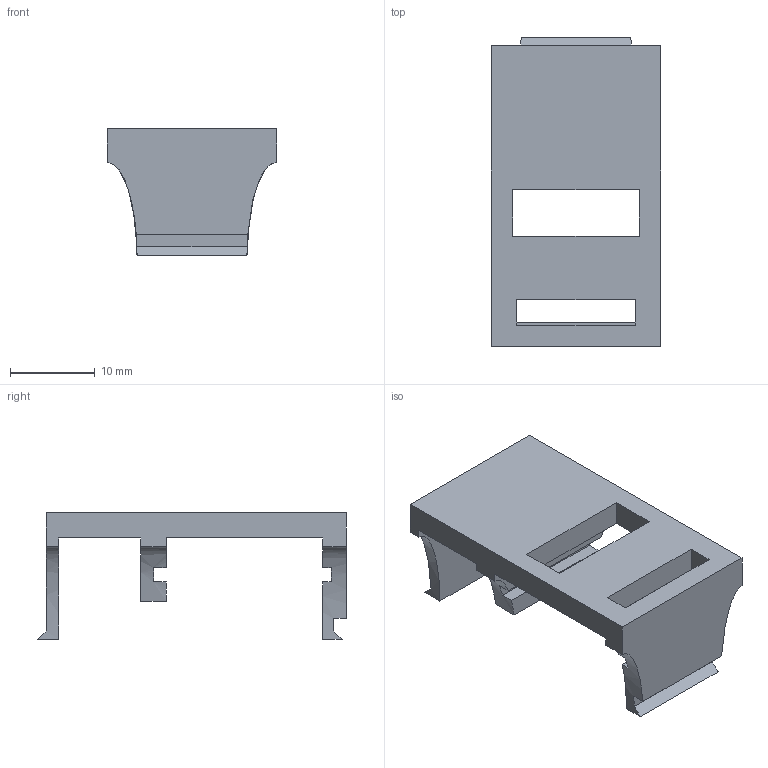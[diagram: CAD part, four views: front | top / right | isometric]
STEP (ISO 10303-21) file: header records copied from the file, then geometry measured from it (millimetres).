
FILE_DESCRIPTION(/* description */ (''),/* implementation_level */ '2;1');
FILE_NAME(/* name */ 'Hook.step',/* time_stamp */ '2020-02-23T10:04:42+01:00',/* author */ (''),/* organization */ (''),/* preprocessor_version */ 'ST-DEVELOPER v18',/* originating_system */ 'Autodesk Translation Framework v8.12.0.6',/* authorisation */ '');
FILE_SCHEMA (('AUTOMOTIVE_DESIGN { 1 0 10303 214 3 1 1 }'));
Length unit declared in the file: millimetre
Products named in the file (1): Hook
Bounding box: 20 x 36.5 x 15 mm (x, y, z)
Volume: 2789.8 mm3; surface area: 2910 mm2
Topology: 1 solids, 1 shells, 41 faces, 118 edges, 78 vertices
Faces by surface type: plane 35, bspline 6
Entity records: 1389 total; most frequent: CARTESIAN_POINT 268, ORIENTED_EDGE 236, DIRECTION 216, EDGE_CURVE 118, LINE 92, VECTOR 92, VERTEX_POINT 78, AXIS2_PLACEMENT_3D 62
